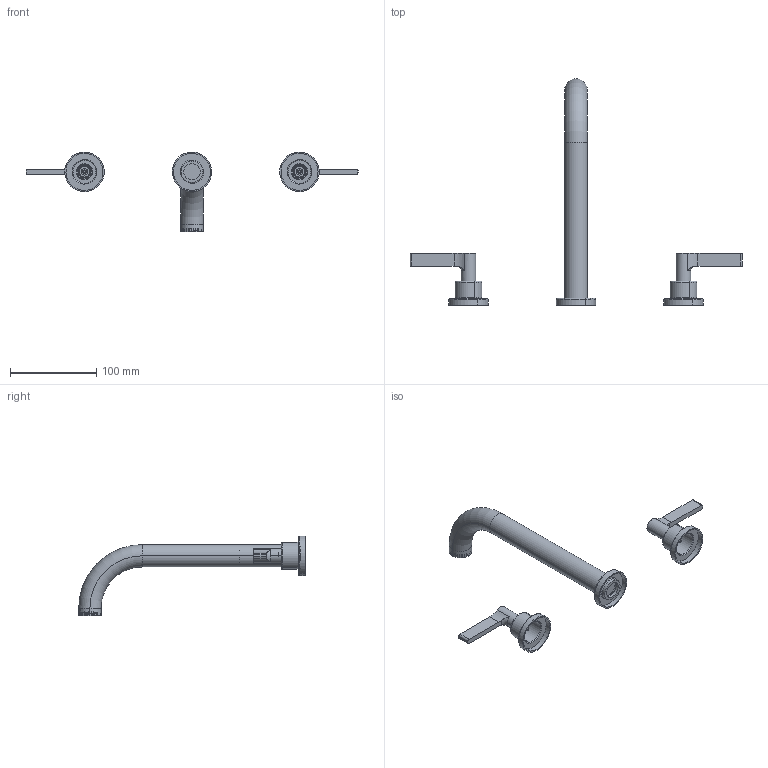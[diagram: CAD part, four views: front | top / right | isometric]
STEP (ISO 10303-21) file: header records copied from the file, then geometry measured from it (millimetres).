
FILE_DESCRIPTION(('CATIA V5 STEP Exchange','CAx-IF Rec.Pracs.--- Model Styling and Organization---1.5--- 2016-08-15','CAx-IF Rec.Pracs.---Supplemental Geometry---1.0---2011-11-01','CAx-IF Rec.Pracs.--- Composite Materials ---3.4---2017-06-13','CAx-IF Rec.Pracs.---Tessellated 3D Geometry---1.0---2015-12-17'),'2;1');
FILE_NAME('GL013511.stp','2022-09-21T05:45:04+00:00',('none'),('none'),'CATIA Version 5-6 Release 2020 SP2','CATIA V5 STEP AP242 v2','none');
FILE_SCHEMA(('AP242_MANAGED_MODEL_BASED_3D_ENGINEERING_MIM_LF {1 0 10303 442 1 1 4}'));
Length unit declared in the file: millimetre
Products named in the file (1): PR.0513.00_AllCATPart
Bounding box: 386 x 263.5 x 92.99 mm (x, y, z)
Volume: 114822.1 mm3; surface area: 85126.6 mm2
Topology: 18 solids, 20 shells, 1072 faces, 2805 edges, 1783 vertices
Faces by surface type: plane 428, cylinder 364, extrusion 104, cone 76, torus 60, bspline 36, sphere 4
Entity records: 34210 total; most frequent: CARTESIAN_POINT 11181, ORIENTED_EDGE 5586, DIRECTION 3193, EDGE_CURVE 2797, VERTEX_POINT 1783, AXIS2_PLACEMENT_3D 1445, EDGE_LOOP 1140, VECTOR 1125
